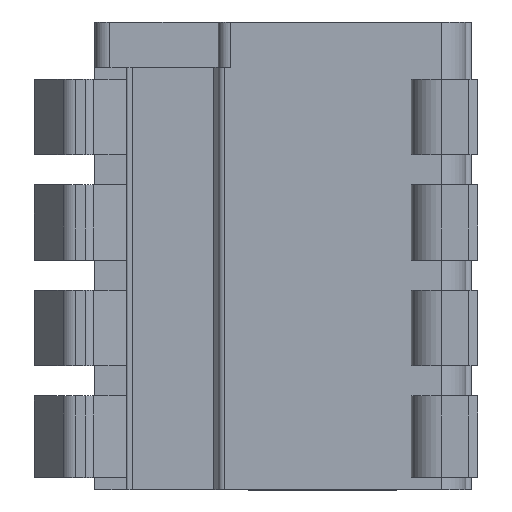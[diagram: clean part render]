
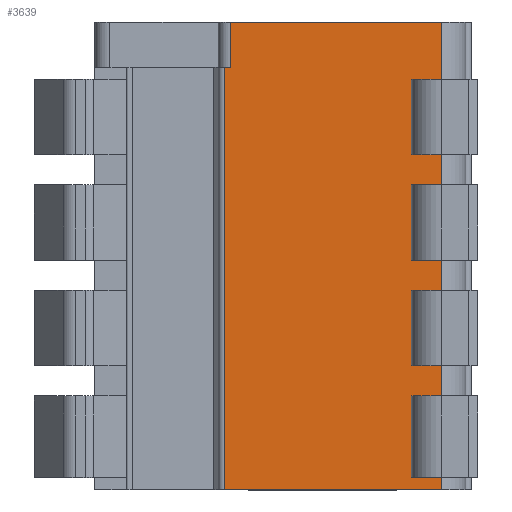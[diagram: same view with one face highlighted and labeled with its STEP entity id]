
A CAD part, top view. The second image highlights one B-rep face of the part: STEP entity #3639.
In plain terms, the highlighted planar face has unit normal (0, 0, 1).
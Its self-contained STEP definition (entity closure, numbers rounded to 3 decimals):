
#98=DIRECTION('',(1.,0.,0.));
#99=VECTOR('',#98,0.2);
#100=CARTESIAN_POINT('',(-1.07,0.,3.48));
#101=LINE('',#100,#99);
#102=DIRECTION('',(0.,1.,0.));
#103=VECTOR('',#102,1.5);
#104=CARTESIAN_POINT('',(-0.87,0.,3.48));
#105=LINE('',#104,#103);
#106=DIRECTION('',(-1.,0.,0.));
#107=VECTOR('',#106,1.);
#108=CARTESIAN_POINT('',(6.13,-0.4,3.48));
#109=LINE('',#108,#107);
#110=DIRECTION('',(-1.,0.,0.));
#111=VECTOR('',#110,1.);
#112=CARTESIAN_POINT('',(6.13,-3.9,3.48));
#113=LINE('',#112,#111);
#114=DIRECTION('',(-1.,0.,0.));
#115=VECTOR('',#114,1.);
#116=CARTESIAN_POINT('',(6.13,-7.4,3.48));
#117=LINE('',#116,#115);
#118=DIRECTION('',(-1.,0.,0.));
#119=VECTOR('',#118,1.);
#120=CARTESIAN_POINT('',(6.13,-10.9,3.48));
#121=LINE('',#120,#119);
#122=DIRECTION('',(-1.,0.,0.));
#123=VECTOR('',#122,1.);
#124=CARTESIAN_POINT('',(6.13,-13.6,3.48));
#125=LINE('',#124,#123);
#126=DIRECTION('',(-1.,0.,0.));
#127=VECTOR('',#126,7.2);
#128=CARTESIAN_POINT('',(6.13,-14.,3.48));
#129=LINE('',#128,#127);
#130=DIRECTION('',(0.,-1.,0.));
#131=VECTOR('',#130,14.);
#132=CARTESIAN_POINT('',(-1.07,0.,3.48));
#133=LINE('',#132,#131);
#236=DIRECTION('',(1.,0.,0.));
#237=VECTOR('',#236,7.);
#238=CARTESIAN_POINT('',(-0.87,1.5,3.48));
#239=LINE('',#238,#237);
#697=DIRECTION('',(0.,1.,0.));
#698=VECTOR('',#697,1.9);
#699=CARTESIAN_POINT('',(6.13,-0.4,3.48));
#700=LINE('',#699,#698);
#705=DIRECTION('',(0.,1.,0.));
#706=VECTOR('',#705,0.4);
#707=CARTESIAN_POINT('',(6.13,-14.,3.48));
#708=LINE('',#707,#706);
#721=DIRECTION('',(0.,1.,0.));
#722=VECTOR('',#721,1.);
#723=CARTESIAN_POINT('',(6.13,-10.9,3.48));
#724=LINE('',#723,#722);
#737=DIRECTION('',(0.,1.,0.));
#738=VECTOR('',#737,1.);
#739=CARTESIAN_POINT('',(6.13,-7.4,3.48));
#740=LINE('',#739,#738);
#753=DIRECTION('',(0.,1.,0.));
#754=VECTOR('',#753,1.);
#755=CARTESIAN_POINT('',(6.13,-3.9,3.48));
#756=LINE('',#755,#754);
#954=DIRECTION('',(0.,-1.,0.));
#955=VECTOR('',#954,2.5);
#956=CARTESIAN_POINT('',(5.13,-3.9,3.48));
#957=LINE('',#956,#955);
#966=DIRECTION('',(0.,-1.,0.));
#967=VECTOR('',#966,2.5);
#968=CARTESIAN_POINT('',(5.13,-7.4,3.48));
#969=LINE('',#968,#967);
#982=DIRECTION('',(0.,-1.,0.));
#983=VECTOR('',#982,2.5);
#984=CARTESIAN_POINT('',(5.13,-0.4,3.48));
#985=LINE('',#984,#983);
#990=DIRECTION('',(0.,-1.,0.));
#991=VECTOR('',#990,2.7);
#992=CARTESIAN_POINT('',(5.13,-10.9,3.48));
#993=LINE('',#992,#991);
#998=DIRECTION('',(-1.,0.,0.));
#999=VECTOR('',#998,1.);
#1000=CARTESIAN_POINT('',(6.13,-6.4,3.48));
#1001=LINE('',#1000,#999);
#1314=DIRECTION('',(-1.,0.,0.));
#1315=VECTOR('',#1314,1.);
#1316=CARTESIAN_POINT('',(6.13,-9.9,3.48));
#1317=LINE('',#1316,#1315);
#2144=DIRECTION('',(-1.,0.,0.));
#2145=VECTOR('',#2144,1.);
#2146=CARTESIAN_POINT('',(6.13,-2.9,3.48));
#2147=LINE('',#2146,#2145);
#2686=CARTESIAN_POINT('',(-1.07,0.,3.48));
#2688=VERTEX_POINT('',#2686);
#2726=CARTESIAN_POINT('',(-1.07,-14.,3.48));
#2728=VERTEX_POINT('',#2726);
#2881=CARTESIAN_POINT('',(5.13,-2.9,3.48));
#2883=VERTEX_POINT('',#2881);
#2885=CARTESIAN_POINT('',(5.13,-3.9,3.48));
#2887=VERTEX_POINT('',#2885);
#2913=CARTESIAN_POINT('',(6.13,-2.9,3.48));
#2914=VERTEX_POINT('',#2913);
#2915=CARTESIAN_POINT('',(6.13,-3.9,3.48));
#2916=VERTEX_POINT('',#2915);
#2949=CARTESIAN_POINT('',(5.13,-6.4,3.48));
#2951=VERTEX_POINT('',#2949);
#2953=CARTESIAN_POINT('',(5.13,-7.4,3.48));
#2955=VERTEX_POINT('',#2953);
#2981=CARTESIAN_POINT('',(6.13,-6.4,3.48));
#2982=VERTEX_POINT('',#2981);
#2983=CARTESIAN_POINT('',(6.13,-7.4,3.48));
#2984=VERTEX_POINT('',#2983);
#3017=CARTESIAN_POINT('',(5.13,-9.9,3.48));
#3019=VERTEX_POINT('',#3017);
#3021=CARTESIAN_POINT('',(5.13,-10.9,3.48));
#3023=VERTEX_POINT('',#3021);
#3049=CARTESIAN_POINT('',(6.13,-9.9,3.48));
#3050=VERTEX_POINT('',#3049);
#3051=CARTESIAN_POINT('',(6.13,-10.9,3.48));
#3052=VERTEX_POINT('',#3051);
#3071=CARTESIAN_POINT('',(5.13,-0.4,3.48));
#3073=VERTEX_POINT('',#3071);
#3087=CARTESIAN_POINT('',(6.13,-0.4,3.48));
#3088=VERTEX_POINT('',#3087);
#3089=CARTESIAN_POINT('',(6.13,-13.6,3.48));
#3090=CARTESIAN_POINT('',(5.13,-13.6,3.48));
#3091=VERTEX_POINT('',#3089);
#3092=VERTEX_POINT('',#3090);
#3125=CARTESIAN_POINT('',(6.13,-14.,3.48));
#3126=VERTEX_POINT('',#3125);
#3178=CARTESIAN_POINT('',(-0.87,1.5,3.48));
#3180=VERTEX_POINT('',#3178);
#3181=CARTESIAN_POINT('',(6.13,1.5,3.48));
#3182=VERTEX_POINT('',#3181);
#3217=CARTESIAN_POINT('',(-0.87,0.,3.48));
#3219=VERTEX_POINT('',#3217);
#3591=CARTESIAN_POINT('',(-1.07,0.,3.48));
#3592=DIRECTION('',(0.,0.,1.));
#3593=DIRECTION('',(1.,0.,0.));
#3594=AXIS2_PLACEMENT_3D('',#3591,#3592,#3593);
#3595=PLANE('',#3594);
#3596=ORIENTED_EDGE('',*,*,#3488,.T.);
#3597=ORIENTED_EDGE('',*,*,#3551,.T.);
#3599=ORIENTED_EDGE('',*,*,#3598,.T.);
#3601=ORIENTED_EDGE('',*,*,#3600,.F.);
#3603=ORIENTED_EDGE('',*,*,#3602,.T.);
#3605=ORIENTED_EDGE('',*,*,#3604,.T.);
#3607=ORIENTED_EDGE('',*,*,#3606,.F.);
#3609=ORIENTED_EDGE('',*,*,#3608,.F.);
#3611=ORIENTED_EDGE('',*,*,#3610,.T.);
#3613=ORIENTED_EDGE('',*,*,#3612,.T.);
#3615=ORIENTED_EDGE('',*,*,#3614,.F.);
#3617=ORIENTED_EDGE('',*,*,#3616,.F.);
#3619=ORIENTED_EDGE('',*,*,#3618,.T.);
#3621=ORIENTED_EDGE('',*,*,#3620,.T.);
#3623=ORIENTED_EDGE('',*,*,#3622,.F.);
#3625=ORIENTED_EDGE('',*,*,#3624,.F.);
#3627=ORIENTED_EDGE('',*,*,#3626,.T.);
#3629=ORIENTED_EDGE('',*,*,#3628,.T.);
#3631=ORIENTED_EDGE('',*,*,#3630,.F.);
#3633=ORIENTED_EDGE('',*,*,#3632,.F.);
#3635=ORIENTED_EDGE('',*,*,#3634,.T.);
#3636=ORIENTED_EDGE('',*,*,#3583,.F.);
#3637=EDGE_LOOP('',(#3596,#3597,#3599,#3601,#3603,#3605,#3607,#3609,#3611,#3613,
#3615,#3617,#3619,#3621,#3623,#3625,#3627,#3629,#3631,#3633,#3635,#3636));
#3638=FACE_OUTER_BOUND('',#3637,.F.);
#3639=ADVANCED_FACE('',(#3638),#3595,.T.);
#3488=EDGE_CURVE('',#2688,#3219,#101,.T.);
#3551=EDGE_CURVE('',#3219,#3180,#105,.T.);
#3583=EDGE_CURVE('',#2688,#2728,#133,.T.);
#3598=EDGE_CURVE('',#3180,#3182,#239,.T.);
#3600=EDGE_CURVE('',#3088,#3182,#700,.T.);
#3602=EDGE_CURVE('',#3088,#3073,#109,.T.);
#3604=EDGE_CURVE('',#3073,#2883,#985,.T.);
#3606=EDGE_CURVE('',#2914,#2883,#2147,.T.);
#3608=EDGE_CURVE('',#2916,#2914,#756,.T.);
#3610=EDGE_CURVE('',#2916,#2887,#113,.T.);
#3612=EDGE_CURVE('',#2887,#2951,#957,.T.);
#3614=EDGE_CURVE('',#2982,#2951,#1001,.T.);
#3616=EDGE_CURVE('',#2984,#2982,#740,.T.);
#3618=EDGE_CURVE('',#2984,#2955,#117,.T.);
#3620=EDGE_CURVE('',#2955,#3019,#969,.T.);
#3622=EDGE_CURVE('',#3050,#3019,#1317,.T.);
#3624=EDGE_CURVE('',#3052,#3050,#724,.T.);
#3626=EDGE_CURVE('',#3052,#3023,#121,.T.);
#3628=EDGE_CURVE('',#3023,#3092,#993,.T.);
#3630=EDGE_CURVE('',#3091,#3092,#125,.T.);
#3632=EDGE_CURVE('',#3126,#3091,#708,.T.);
#3634=EDGE_CURVE('',#3126,#2728,#129,.T.);
